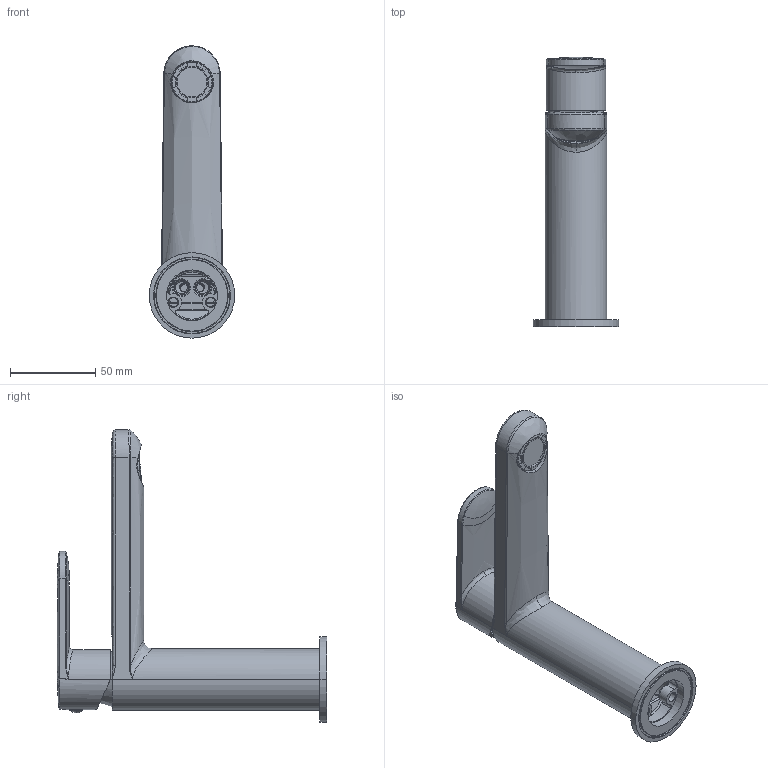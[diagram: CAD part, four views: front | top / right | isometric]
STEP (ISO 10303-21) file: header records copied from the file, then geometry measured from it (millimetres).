
FILE_DESCRIPTION((''),'2;1');
FILE_NAME('CA071HCR','2021-06-10T11:30:30',('ut3'),('PAFFONI SpA'),'CREO PARAMETRIC BY PTC INC, 2020044','CREO PARAMETRIC BY PTC INC, 2020044','');
FILE_SCHEMA(('CONFIG_CONTROL_DESIGN','SHAPE_APPEARANCE_LAYERS_GROUPS'));
Length unit declared in the file: millimetre
Products named in the file (1): CA071HCR
Bounding box: 50 x 157.42 x 171 mm (x, y, z)
Volume: 127551.6 mm3; surface area: 77827.8 mm2
Topology: 1 solids, 1 shells, 1075 faces, 2699 edges, 1598 vertices
Faces by surface type: cylinder 369, plane 248, bspline 200, torus 107, cone 85, sphere 66
Entity records: 58482 total; most frequent: CARTESIAN_POINT 26862, ORIENTED_EDGE 5268, DIRECTION 4754, EDGE_CURVE 2634, AXIS2_PLACEMENT_3D 1961, VERTEX_POINT 1598, EDGE_LOOP 1162, CIRCLE 1086
